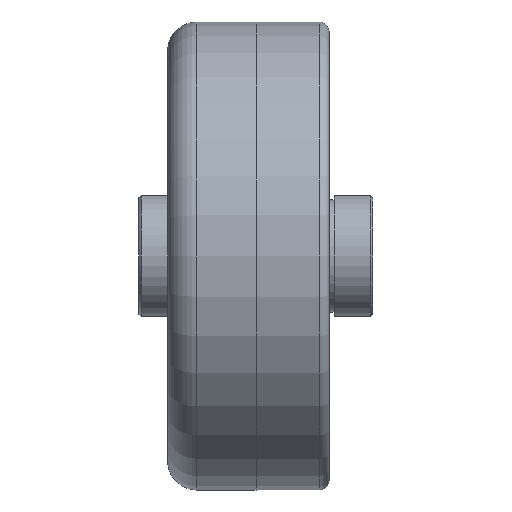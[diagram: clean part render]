
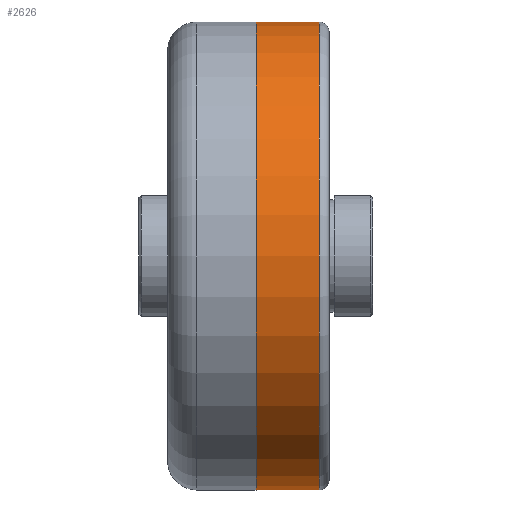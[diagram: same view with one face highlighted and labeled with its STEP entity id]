
A CAD part, front view. The second image highlights one B-rep face of the part: STEP entity #2626.
In plain terms, the highlighted cylindrical face has radius 24 mm (diameter 48 mm), a partial arc.
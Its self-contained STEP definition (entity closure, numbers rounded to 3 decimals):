
#16 = LINE ( 'NONE', #1269, #1476 ) ;
#43 = CARTESIAN_POINT ( 'NONE',  ( 0., 2.49, 30.178 ) ) ;
#136 = CIRCLE ( 'NONE', #2016, 24. ) ;
#139 = VERTEX_POINT ( 'NONE', #43 ) ;
#305 = EDGE_CURVE ( 'NONE', #2670, #1004, #136, .T. ) ;
#353 = DIRECTION ( 'NONE',  ( -1., 0., 0. ) ) ;
#579 = DIRECTION ( 'NONE',  ( 0., 0., -1. ) ) ;
#775 = ORIENTED_EDGE ( 'NONE', *, *, #305, .T. ) ;
#868 = CARTESIAN_POINT ( 'NONE',  ( 6.5, 2.49, 30.178 ) ) ;
#905 = ORIENTED_EDGE ( 'NONE', *, *, #1888, .F. ) ;
#913 = LINE ( 'NONE', #1688, #1432 ) ;
#977 = CARTESIAN_POINT ( 'NONE',  ( 6.5, 2.49, -17.822 ) ) ;
#1004 = VERTEX_POINT ( 'NONE', #868 ) ;
#1154 = AXIS2_PLACEMENT_3D ( 'NONE', #1980, #2926, #2497 ) ;
#1187 = CARTESIAN_POINT ( 'NONE',  ( 7.051, 2.49, 6.178 ) ) ;
#1218 = DIRECTION ( 'NONE',  ( -1., 0., 0. ) ) ;
#1269 = CARTESIAN_POINT ( 'NONE',  ( 7.051, 2.49, -17.822 ) ) ;
#1279 = AXIS2_PLACEMENT_3D ( 'NONE', #1187, #1218, #1910 ) ;
#1385 = ORIENTED_EDGE ( 'NONE', *, *, #2810, .T. ) ;
#1432 = VECTOR ( 'NONE', #1712, 1000. ) ;
#1476 = VECTOR ( 'NONE', #353, 1000. ) ;
#1516 = CARTESIAN_POINT ( 'NONE',  ( 6.5, 2.49, 6.178 ) ) ;
#1688 = CARTESIAN_POINT ( 'NONE',  ( 7.051, 2.49, 30.178 ) ) ;
#1712 = DIRECTION ( 'NONE',  ( -1., 0., 0. ) ) ;
#1825 = EDGE_CURVE ( 'NONE', #2670, #2522, #16, .T. ) ;
#1888 = EDGE_CURVE ( 'NONE', #2522, #139, #2156, .T. ) ;
#1910 = DIRECTION ( 'NONE',  ( 0., 0., 1. ) ) ;
#1980 = CARTESIAN_POINT ( 'NONE',  ( 0., 2.49, 6.178 ) ) ;
#2016 = AXIS2_PLACEMENT_3D ( 'NONE', #1516, #2897, #579 ) ;
#2100 = CARTESIAN_POINT ( 'NONE',  ( 0., 2.49, -17.822 ) ) ;
#2140 = CYLINDRICAL_SURFACE ( 'NONE', #1279, 24. ) ;
#2156 = CIRCLE ( 'NONE', #1154, 24. ) ;
#2324 = ORIENTED_EDGE ( 'NONE', *, *, #1825, .F. ) ;
#2497 = DIRECTION ( 'NONE',  ( 0., 0., 1. ) ) ;
#2522 = VERTEX_POINT ( 'NONE', #2100 ) ;
#2618 = EDGE_LOOP ( 'NONE', ( #2324, #775, #1385, #905 ) ) ;
#2626 = ADVANCED_FACE ( 'NONE', ( #2943 ), #2140, .T. ) ;
#2670 = VERTEX_POINT ( 'NONE', #977 ) ;
#2810 = EDGE_CURVE ( 'NONE', #1004, #139, #913, .T. ) ;
#2897 = DIRECTION ( 'NONE',  ( -1., 0., 0. ) ) ;
#2926 = DIRECTION ( 'NONE',  ( -1., 0., 0. ) ) ;
#2943 = FACE_OUTER_BOUND ( 'NONE', #2618, .T. ) ;
